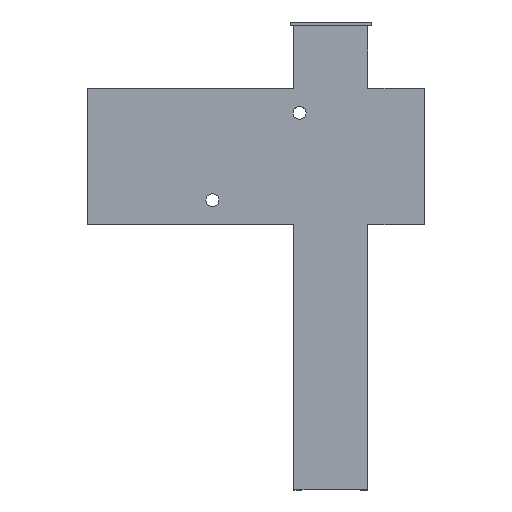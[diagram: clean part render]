
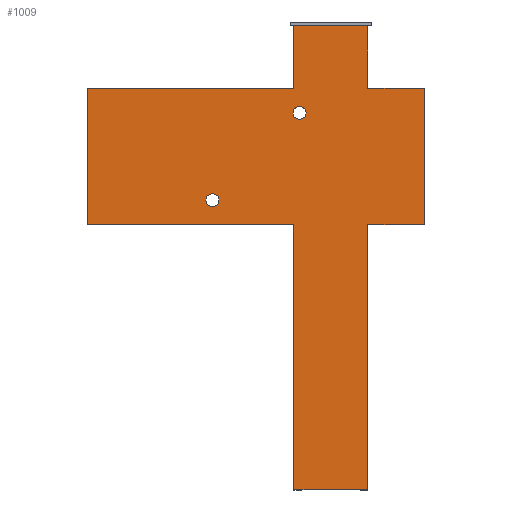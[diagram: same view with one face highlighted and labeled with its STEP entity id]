
A CAD part, top view. The second image highlights one B-rep face of the part: STEP entity #1009.
In plain terms, the highlighted planar face has unit normal (0, 0, 1).
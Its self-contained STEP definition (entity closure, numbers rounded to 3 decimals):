
#566 = VERTEX_POINT('',#567);
#567 = CARTESIAN_POINT('',(0.,0.,16.));
#573 = EDGE_CURVE('',#566,#574,#576,.T.);
#574 = VERTEX_POINT('',#575);
#575 = CARTESIAN_POINT('',(54.5,0.,16.));
#576 = LINE('',#577,#578);
#577 = CARTESIAN_POINT('',(0.,0.,16.));
#578 = VECTOR('',#579,1.);
#579 = DIRECTION('',(1.,0.,0.));
#598 = EDGE_CURVE('',#574,#599,#601,.T.);
#599 = VERTEX_POINT('',#600);
#600 = CARTESIAN_POINT('',(54.5,-70.,16.));
#601 = LINE('',#602,#603);
#602 = CARTESIAN_POINT('',(54.5,0.,16.));
#603 = VECTOR('',#604,1.);
#604 = DIRECTION('',(0.,-1.,0.));
#635 = VERTEX_POINT('',#636);
#636 = CARTESIAN_POINT('',(74.,-70.,16.));
#642 = EDGE_CURVE('',#599,#635,#643,.T.);
#643 = LINE('',#644,#645);
#644 = CARTESIAN_POINT('',(28.058,-70.,16.));
#645 = VECTOR('',#646,1.);
#646 = DIRECTION('',(1.,0.,0.));
#693 = VERTEX_POINT('',#694);
#694 = CARTESIAN_POINT('',(54.5,52.5,16.));
#700 = EDGE_CURVE('',#701,#693,#703,.T.);
#701 = VERTEX_POINT('',#702);
#702 = CARTESIAN_POINT('',(74.,52.5,16.));
#703 = LINE('',#704,#705);
#704 = CARTESIAN_POINT('',(74.,52.5,16.));
#705 = VECTOR('',#706,1.);
#706 = DIRECTION('',(-1.,0.,0.));
#724 = VERTEX_POINT('',#725);
#725 = CARTESIAN_POINT('',(54.5,36.,16.));
#731 = EDGE_CURVE('',#724,#693,#732,.T.);
#732 = LINE('',#733,#734);
#733 = CARTESIAN_POINT('',(54.5,36.,16.));
#734 = VECTOR('',#735,1.);
#735 = DIRECTION('',(0.,1.,0.));
#747 = VERTEX_POINT('',#748);
#748 = CARTESIAN_POINT('',(0.,36.,16.));
#754 = EDGE_CURVE('',#747,#724,#755,.T.);
#755 = LINE('',#756,#757);
#756 = CARTESIAN_POINT('',(0.,36.,16.));
#757 = VECTOR('',#758,1.);
#758 = DIRECTION('',(1.,0.,0.));
#771 = EDGE_CURVE('',#566,#747,#772,.T.);
#772 = LINE('',#773,#774);
#773 = CARTESIAN_POINT('',(0.,0.,16.));
#774 = VECTOR('',#775,1.);
#775 = DIRECTION('',(0.,1.,0.));
#852 = VERTEX_POINT('',#853);
#853 = CARTESIAN_POINT('',(34.7,6.5,16.));
#859 = EDGE_CURVE('',#852,#852,#860,.T.);
#860 = CIRCLE('',#861,1.7);
#861 = AXIS2_PLACEMENT_3D('',#862,#863,#864);
#862 = CARTESIAN_POINT('',(33.,6.5,16.));
#863 = DIRECTION('',(0.,0.,-1.));
#864 = DIRECTION('',(1.,0.,0.));
#877 = VERTEX_POINT('',#878);
#878 = CARTESIAN_POINT('',(57.7,29.5,16.));
#884 = EDGE_CURVE('',#877,#877,#885,.T.);
#885 = CIRCLE('',#886,1.7);
#886 = AXIS2_PLACEMENT_3D('',#887,#888,#889);
#887 = CARTESIAN_POINT('',(56.,29.5,16.));
#888 = DIRECTION('',(0.,0.,-1.));
#889 = DIRECTION('',(1.,0.,0.));
#902 = EDGE_CURVE('',#635,#903,#905,.T.);
#903 = VERTEX_POINT('',#904);
#904 = CARTESIAN_POINT('',(74.,0.,16.));
#905 = LINE('',#906,#907);
#906 = CARTESIAN_POINT('',(74.,-161.,16.));
#907 = VECTOR('',#908,1.);
#908 = DIRECTION('',(0.,1.,0.));
#925 = EDGE_CURVE('',#903,#926,#928,.T.);
#926 = VERTEX_POINT('',#927);
#927 = CARTESIAN_POINT('',(89.,0.,16.));
#928 = LINE('',#929,#930);
#929 = CARTESIAN_POINT('',(74.,0.,16.));
#930 = VECTOR('',#931,1.);
#931 = DIRECTION('',(1.,0.,0.));
#949 = EDGE_CURVE('',#926,#950,#952,.T.);
#950 = VERTEX_POINT('',#951);
#951 = CARTESIAN_POINT('',(89.,36.,16.));
#952 = LINE('',#953,#954);
#953 = CARTESIAN_POINT('',(89.,0.,16.));
#954 = VECTOR('',#955,1.);
#955 = DIRECTION('',(0.,1.,0.));
#973 = VERTEX_POINT('',#974);
#974 = CARTESIAN_POINT('',(74.,36.,16.));
#980 = EDGE_CURVE('',#973,#950,#981,.T.);
#981 = LINE('',#982,#983);
#982 = CARTESIAN_POINT('',(74.,36.,16.));
#983 = VECTOR('',#984,1.);
#984 = DIRECTION('',(1.,0.,0.));
#998 = EDGE_CURVE('',#701,#973,#999,.T.);
#999 = LINE('',#1000,#1001);
#1000 = CARTESIAN_POINT('',(74.,53.5,16.));
#1001 = VECTOR('',#1002,1.);
#1002 = DIRECTION('',(0.,-1.,0.));
#1009 = ADVANCED_FACE('',(#1010,#1024,#1027),#1030,.T.);
#1010 = FACE_BOUND('',#1011,.T.);
#1011 = EDGE_LOOP('',(#1012,#1013,#1014,#1015,#1016,#1017,#1018,#1019,
    #1020,#1021,#1022,#1023));
#1012 = ORIENTED_EDGE('',*,*,#771,.F.);
#1013 = ORIENTED_EDGE('',*,*,#573,.T.);
#1014 = ORIENTED_EDGE('',*,*,#598,.T.);
#1015 = ORIENTED_EDGE('',*,*,#642,.T.);
#1016 = ORIENTED_EDGE('',*,*,#902,.T.);
#1017 = ORIENTED_EDGE('',*,*,#925,.T.);
#1018 = ORIENTED_EDGE('',*,*,#949,.T.);
#1019 = ORIENTED_EDGE('',*,*,#980,.F.);
#1020 = ORIENTED_EDGE('',*,*,#998,.F.);
#1021 = ORIENTED_EDGE('',*,*,#700,.T.);
#1022 = ORIENTED_EDGE('',*,*,#731,.F.);
#1023 = ORIENTED_EDGE('',*,*,#754,.F.);
#1024 = FACE_BOUND('',#1025,.T.);
#1025 = EDGE_LOOP('',(#1026));
#1026 = ORIENTED_EDGE('',*,*,#859,.T.);
#1027 = FACE_BOUND('',#1028,.T.);
#1028 = EDGE_LOOP('',(#1029));
#1029 = ORIENTED_EDGE('',*,*,#884,.T.);
#1030 = PLANE('',#1031);
#1031 = AXIS2_PLACEMENT_3D('',#1032,#1033,#1034);
#1032 = CARTESIAN_POINT('',(56.116,-37.32,16.));
#1033 = DIRECTION('',(0.,0.,1.));
#1034 = DIRECTION('',(1.,0.,0.));
